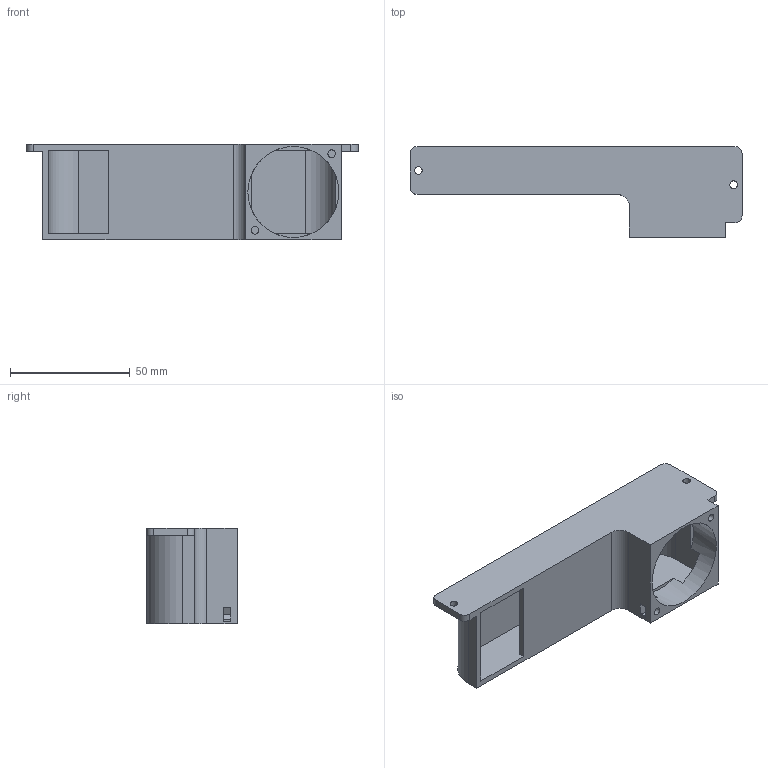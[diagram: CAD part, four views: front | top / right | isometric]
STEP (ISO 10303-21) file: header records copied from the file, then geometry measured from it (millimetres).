
FILE_DESCRIPTION(/* description */ (''),/* implementation_level */ '2;1');
FILE_NAME(/* name */ 'driver cooling fan duct.step',/* time_stamp */ '2021-04-04T17:58:51+08:00',/* author */ (''),/* organization */ (''),/* preprocessor_version */ 'ST-DEVELOPER v18.1',/* originating_system */ 'Autodesk Translation Framework v9.10.0.1330',/* authorisation */ '');
FILE_SCHEMA (('AUTOMOTIVE_DESIGN { 1 0 10303 214 3 1 1 }'));
Length unit declared in the file: millimetre
Products named in the file (1): driver cooling fan duct
Bounding box: 138.65 x 37.9 x 40 mm (x, y, z)
Volume: 38156 mm3; surface area: 31442.3 mm2
Topology: 1 solids, 1 shells, 58 faces, 165 edges, 110 vertices
Faces by surface type: plane 41, cylinder 17
Full cylindrical faces by diameter (mm): 3.2 x4, 38 x1
Entity records: 1946 total; most frequent: CARTESIAN_POINT 340, ORIENTED_EDGE 330, DIRECTION 323, EDGE_CURVE 165, LINE 121, VECTOR 121, VERTEX_POINT 110, AXIS2_PLACEMENT_3D 101
